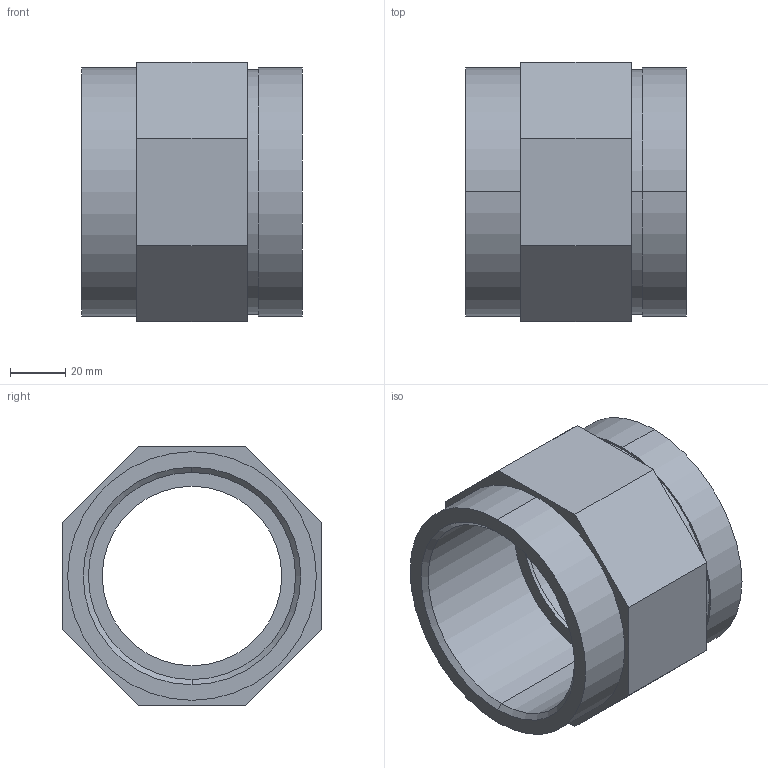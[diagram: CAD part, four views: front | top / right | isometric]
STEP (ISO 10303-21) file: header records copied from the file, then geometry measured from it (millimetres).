
FILE_DESCRIPTION(('STEP AP214'),'1');
FILE_NAME('cctmp_F9590797-EF6E-4081-9012-D50BC4623FB2_2022_02_21_14_27_12_0166..stp','2022-02-21T13:27:12',('Praher Valves GmbH'),('CADClick - www.CADClick.com'),'Spatial InterOp 3D',' ','unknown authorization');
FILE_SCHEMA(('AUTOMOTIVE_DESIGN'));
Length unit declared in the file: millimetre
Products named in the file (1): 70843
Bounding box: 80 x 94 x 94 mm (x, y, z)
Volume: 204845.8 mm3; surface area: 50436.1 mm2
Topology: 1 solids, 1 shells, 32 faces, 70 edges, 46 vertices
Faces by surface type: plane 16, cylinder 14, cone 2
Entity records: 1172 total; most frequent: DIRECTION 166, CARTESIAN_POINT 149, ORIENTED_EDGE 140, EDGE_CURVE 70, AXIS2_PLACEMENT_3D 63, VERTEX_POINT 46, EDGE_LOOP 40, LINE 40
